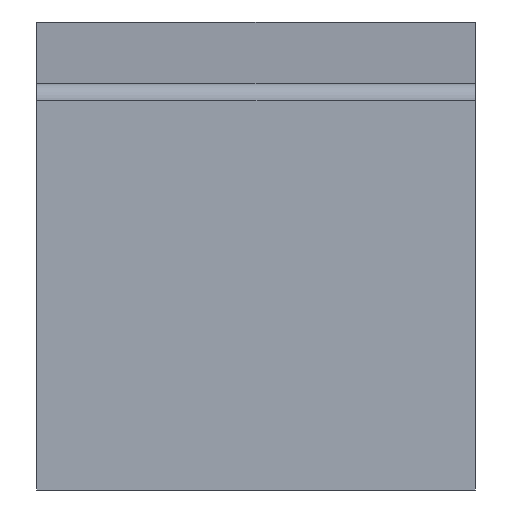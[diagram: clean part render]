
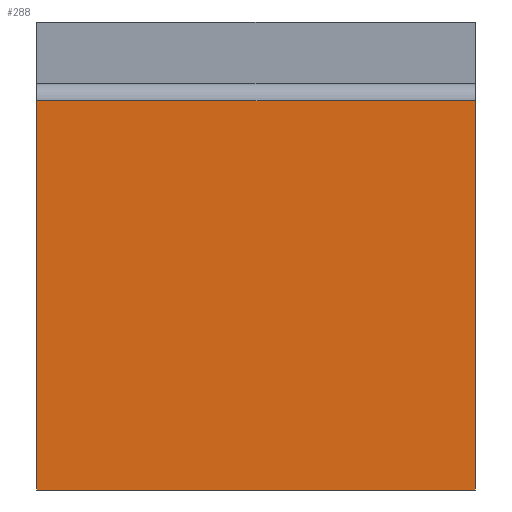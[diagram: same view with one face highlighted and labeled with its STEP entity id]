
A CAD part, left-side view. The second image highlights one B-rep face of the part: STEP entity #288.
In plain terms, the highlighted planar face has unit normal (-1, 0, 0).
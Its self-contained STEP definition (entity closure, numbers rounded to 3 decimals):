
#44=ORIENTED_EDGE('',*,*,#123,.F.);
#45=ORIENTED_EDGE('',*,*,#124,.T.);
#46=ORIENTED_EDGE('',*,*,#125,.T.);
#47=ORIENTED_EDGE('',*,*,#126,.T.);
#123=EDGE_CURVE('',#162,#163,#189,.T.);
#124=EDGE_CURVE('',#162,#164,#190,.F.);
#125=EDGE_CURVE('',#164,#165,#191,.T.);
#126=EDGE_CURVE('',#165,#163,#192,.T.);
#162=VERTEX_POINT('',#447);
#163=VERTEX_POINT('',#448);
#164=VERTEX_POINT('',#450);
#165=VERTEX_POINT('',#452);
#189=LINE('',#446,#221);
#190=LINE('',#449,#222);
#191=LINE('',#451,#223);
#192=LINE('',#453,#224);
#221=VECTOR('',#358,1000.);
#222=VECTOR('',#359,1000.);
#223=VECTOR('',#360,1000.);
#224=VECTOR('',#361,1000.);
#244=EDGE_LOOP('',(#44,#45,#46,#47));
#260=FACE_BOUND('',#244,.T.);
#276=PLANE('',#317);
#288=ADVANCED_FACE('',(#260),#276,.F.);
#317=AXIS2_PLACEMENT_3D('',#445,#356,#357);
#356=DIRECTION('',(1.,0.,0.));
#357=DIRECTION('',(0.,0.,-1.));
#358=DIRECTION('',(0.,0.,-1.));
#359=DIRECTION('',(0.,-1.,0.));
#360=DIRECTION('',(0.,0.,-1.));
#361=DIRECTION('',(0.,-1.,0.));
#445=CARTESIAN_POINT('',(-12.5,12.5,5.));
#446=CARTESIAN_POINT('',(-12.5,-12.5,5.));
#447=CARTESIAN_POINT('',(-12.5,-12.5,22.223));
#448=CARTESIAN_POINT('',(-12.5,-12.5,0.));
#449=CARTESIAN_POINT('',(-12.5,12.5,22.223));
#450=CARTESIAN_POINT('',(-12.5,12.5,22.223));
#451=CARTESIAN_POINT('',(-12.5,12.5,5.));
#452=CARTESIAN_POINT('',(-12.5,12.5,0.));
#453=CARTESIAN_POINT('',(-12.5,12.5,0.));
